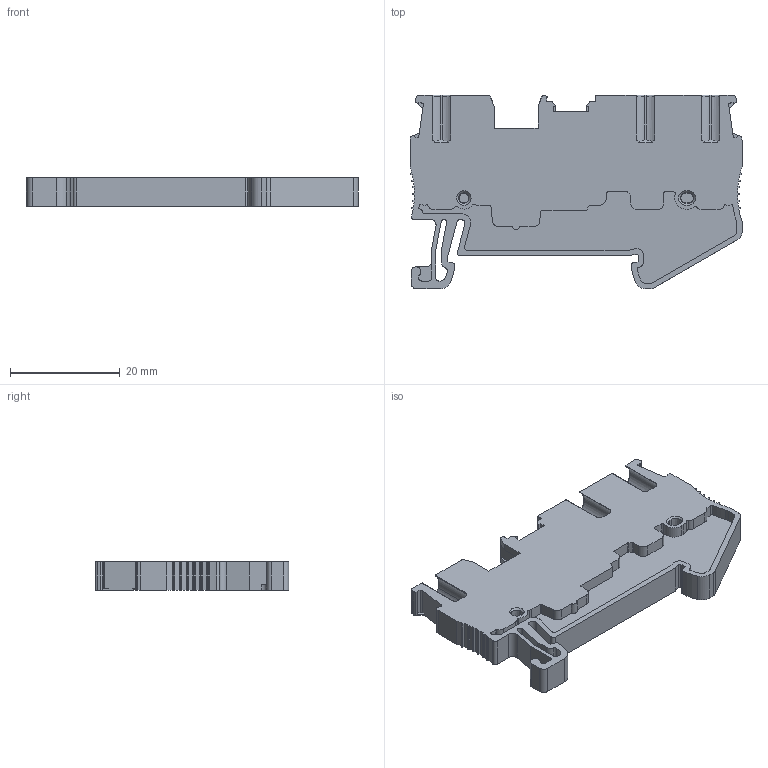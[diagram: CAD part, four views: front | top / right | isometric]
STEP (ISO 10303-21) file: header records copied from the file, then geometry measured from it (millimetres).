
FILE_DESCRIPTION((''),'2;1');
FILE_NAME('UJ6-2_512_BU_00','2023-12-12T14:15:39',('Administrator'),(''),'CREO PARAMETRIC BY PTC INC, 2016510','CREO PARAMETRIC BY PTC INC, 2016510','');
FILE_SCHEMA(('CONFIG_CONTROL_DESIGN','SHAPE_APPEARANCE_LAYERS_GROUPS'));
Length unit declared in the file: millimetre
Products named in the file (1): UJ6-2_512_BU_00
Bounding box: 60.4 x 35.2 x 5.2 mm (x, y, z)
Volume: 7020.6 mm3; surface area: 6264.3 mm2
Topology: 1 solids, 3 shells, 596 faces, 1803 edges, 1222 vertices
Faces by surface type: plane 375, cylinder 185, torus 16, bspline 12, cone 8
Entity records: 26869 total; most frequent: CARTESIAN_POINT 4451, ORIENTED_EDGE 3606, DIRECTION 3281, PRESENTATION_STYLE_ASSIGNMENT 1845, STYLED_ITEM 1805, CURVE_STYLE 1803, EDGE_CURVE 1803, VECTOR 1225
